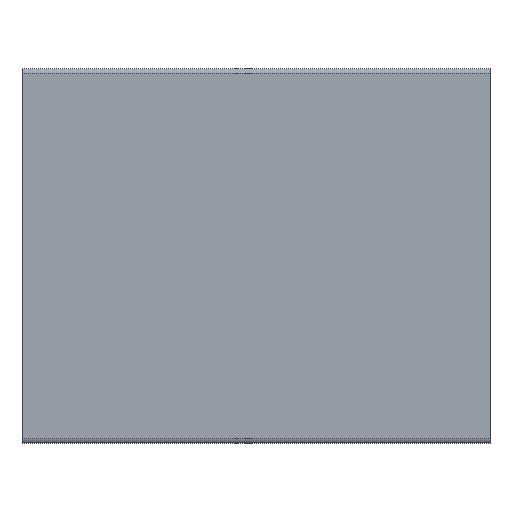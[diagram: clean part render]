
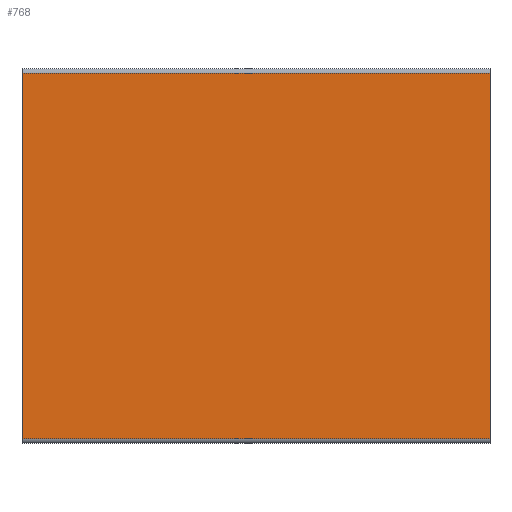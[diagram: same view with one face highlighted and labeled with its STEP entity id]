
A CAD part, left-side view. The second image highlights one B-rep face of the part: STEP entity #768.
In plain terms, the highlighted planar face has unit normal (-1, 0, 0).
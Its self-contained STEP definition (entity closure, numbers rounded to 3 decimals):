
#768 = ADVANCED_FACE( '', ( #1756 ), #1757, .T. );
#1756 = FACE_OUTER_BOUND( '', #2939, .T. );
#1757 = PLANE( '', #2940 );
#2939 = EDGE_LOOP( '', ( #5747, #5748, #5749, #5750 ) );
#2940 = AXIS2_PLACEMENT_3D( '', #5751, #5752, #5753 );
#5747 = ORIENTED_EDGE( '', *, *, #7413, .F. );
#5748 = ORIENTED_EDGE( '', *, *, #7380, .F. );
#5749 = ORIENTED_EDGE( '', *, *, #8217, .T. );
#5750 = ORIENTED_EDGE( '', *, *, #8566, .T. );
#5751 = CARTESIAN_POINT( '', ( -40., 100., 39. ) );
#5752 = DIRECTION( '', ( -1., 0., 0. ) );
#5753 = DIRECTION( '', ( 0., 0., 1. ) );
#7380 = EDGE_CURVE( '', #8924, #8920, #8926, .T. );
#7413 = EDGE_CURVE( '', #8920, #8989, #8990, .T. );
#8217 = EDGE_CURVE( '', #8924, #10384, #10386, .T. );
#8566 = EDGE_CURVE( '', #10384, #8989, #10844, .T. );
#8920 = VERTEX_POINT( '', #11212 );
#8924 = VERTEX_POINT( '', #11217 );
#8926 = LINE( '', #11219, #11220 );
#8989 = VERTEX_POINT( '', #11300 );
#8990 = LINE( '', #11301, #11302 );
#10384 = VERTEX_POINT( '', #13114 );
#10386 = LINE( '', #13116, #13117 );
#10844 = LINE( '', #13760, #13761 );
#11212 = CARTESIAN_POINT( '', ( -40., 0., 39. ) );
#11217 = CARTESIAN_POINT( '', ( -40., 100., 39. ) );
#11219 = CARTESIAN_POINT( '', ( -40., 100., 39. ) );
#11220 = VECTOR( '', #14207, 1000. );
#11300 = CARTESIAN_POINT( '', ( -40., 0., -39. ) );
#11301 = CARTESIAN_POINT( '', ( -40., 0., 39. ) );
#11302 = VECTOR( '', #14264, 1000. );
#13114 = CARTESIAN_POINT( '', ( -40., 100., -39. ) );
#13116 = CARTESIAN_POINT( '', ( -40., 100., 39. ) );
#13117 = VECTOR( '', #15580, 1000. );
#13760 = CARTESIAN_POINT( '', ( -40., 100., -39. ) );
#13761 = VECTOR( '', #15994, 1000. );
#14207 = DIRECTION( '', ( 0., -1., 0. ) );
#14264 = DIRECTION( '', ( 0., 0., -1. ) );
#15580 = DIRECTION( '', ( 0., 0., -1. ) );
#15994 = DIRECTION( '', ( 0., -1., 0. ) );
